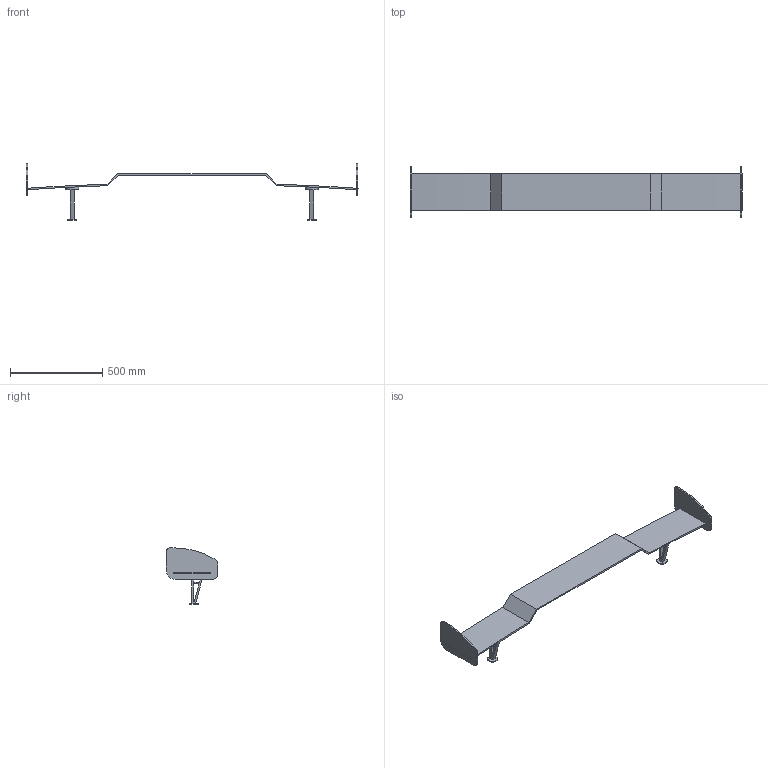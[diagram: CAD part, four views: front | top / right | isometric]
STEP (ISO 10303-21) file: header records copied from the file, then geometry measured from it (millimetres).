
FILE_DESCRIPTION( ( 'STEP Version 203' ), '1' );
FILE_NAME( 'Spoiler-Final.stp', '03/23/20 21:09:05', ( 'ADYPU-LAP-3' ), ( ' ' ), 'PSStep 21.0.47', 'DesignModeler STEP Output', ' ' );
FILE_SCHEMA( ( 'CONFIG_CONTROL_DESIGN' ) );
Length unit declared in the file: metre
Products named in the file (5): SYS\Solid1; SYS\Solid2; SYS\Surface1; SYS\Surface2; SYS\Surface3
Bounding box: 1801.13 x 280 x 306.07 mm (x, y, z)
Volume: 3918399 mm3; surface area: 1024413.8 mm2
Topology: 5 solids, 5 shells, 92 faces, 222 edges, 144 vertices
Faces by surface type: plane 66, cylinder 26
Full cylindrical faces by diameter (mm): 70 x2
Entity records: 3032 total; most frequent: CARTESIAN_POINT 701, DIRECTION 458, ORIENTED_EDGE 440, EDGE_CURVE 220, LINE 168, VECTOR 168, AXIS2_PLACEMENT_3D 145, VERTEX_POINT 144
